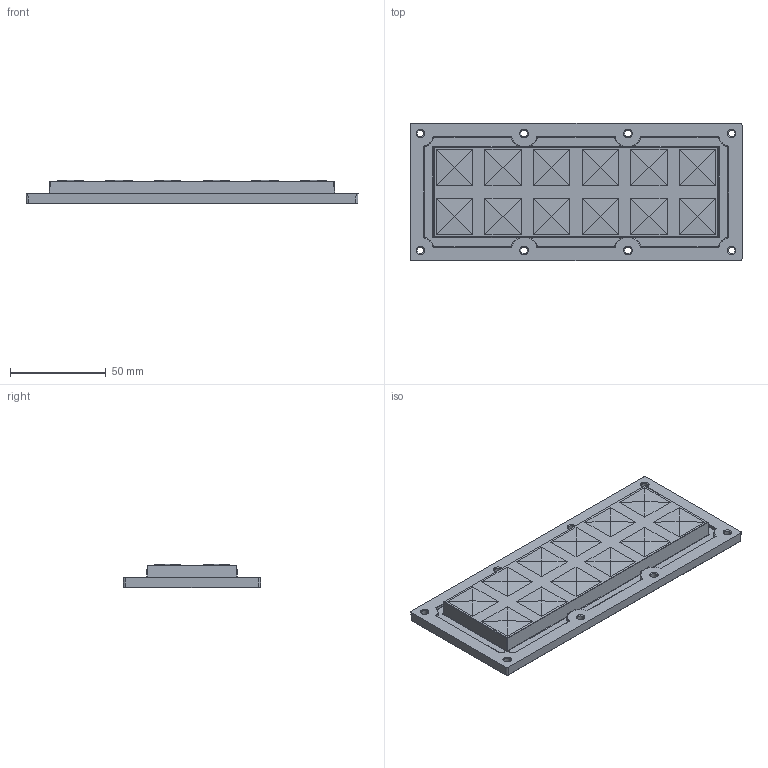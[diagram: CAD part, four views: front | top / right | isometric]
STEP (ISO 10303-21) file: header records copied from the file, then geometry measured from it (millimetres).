
FILE_DESCRIPTION (( 'STEP AP214' ), '1' );
FILE_NAME ('ﾃﾗ-ﾀﾌﾒ-HB-173X70-5050(12)-60-SQ.STEP', '2023-01-12T12:17:31', ( '' ), ( '' ), 'SwSTEP 2.0', 'SolidWorks 2019', '' );
FILE_SCHEMA (( 'AUTOMOTIVE_DESIGN' ));
Length unit declared in the file: millimetre
Products named in the file (1): ﾃﾗ-ﾀﾌﾒ-HB-173X70-5050(12)-60-SQ
Bounding box: 173.38 x 71.78 x 12.25 mm (x, y, z)
Volume: 50056.7 mm3; surface area: 39074.9 mm2
Topology: 1 solids, 1 shells, 772 faces, 1983 edges, 1246 vertices
Faces by surface type: plane 341, bspline 164, cone 99, cylinder 92, torus 44, sphere 32
Entity records: 31475 total; most frequent: CARTESIAN_POINT 14066, ORIENTED_EDGE 3950, DIRECTION 3107, EDGE_CURVE 1975, VERTEX_POINT 1246, LINE 1109, VECTOR 1109, AXIS2_PLACEMENT_3D 999
